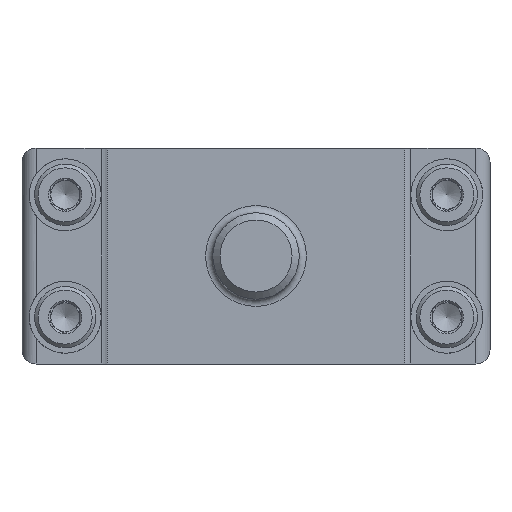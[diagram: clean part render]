
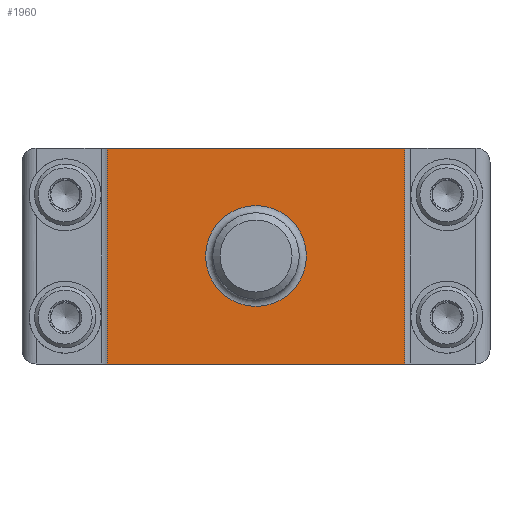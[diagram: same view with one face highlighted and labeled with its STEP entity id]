
A CAD part, left-side view. The second image highlights one B-rep face of the part: STEP entity #1960.
In plain terms, the highlighted planar face has unit normal (-1, 0, 0).
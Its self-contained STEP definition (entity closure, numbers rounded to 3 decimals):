
#118=CIRCLE('',#2143,7.);
#218=PLANE('',#2142);
#296=LINE('',#3099,#446);
#297=LINE('',#3102,#447);
#298=LINE('',#3104,#448);
#299=LINE('',#3106,#449);
#446=VECTOR('',#2426,1000.);
#447=VECTOR('',#2427,1000.);
#448=VECTOR('',#2428,1000.);
#449=VECTOR('',#2429,1000.);
#615=ORIENTED_EDGE('',*,*,#1144,.T.);
#616=ORIENTED_EDGE('',*,*,#1145,.F.);
#617=ORIENTED_EDGE('',*,*,#1146,.F.);
#618=ORIENTED_EDGE('',*,*,#1147,.F.);
#619=ORIENTED_EDGE('',*,*,#1148,.F.);
#1144=EDGE_CURVE('',#1404,#1404,#118,.T.);
#1145=EDGE_CURVE('',#1405,#1406,#296,.T.);
#1146=EDGE_CURVE('',#1407,#1405,#297,.T.);
#1147=EDGE_CURVE('',#1408,#1407,#298,.F.);
#1148=EDGE_CURVE('',#1406,#1408,#299,.T.);
#1404=VERTEX_POINT('',#3098);
#1405=VERTEX_POINT('',#3100);
#1406=VERTEX_POINT('',#3101);
#1407=VERTEX_POINT('',#3103);
#1408=VERTEX_POINT('',#3105);
#1583=EDGE_LOOP('',(#615));
#1584=EDGE_LOOP('',(#616,#617,#618,#619));
#1749=FACE_BOUND('',#1583,.T.);
#1750=FACE_BOUND('',#1584,.T.);
#1960=ADVANCED_FACE('',(#1749,#1750),#218,.F.);
#2142=AXIS2_PLACEMENT_3D('',#3096,#2422,#2423);
#2143=AXIS2_PLACEMENT_3D('',#3097,#2424,#2425);
#2422=DIRECTION('',(1.,0.,0.));
#2423=DIRECTION('',(0.,0.,-1.));
#2424=DIRECTION('',(1.,0.,0.));
#2425=DIRECTION('',(0.,0.,-1.));
#2426=DIRECTION('',(0.,0.,-1.));
#2427=DIRECTION('',(0.,-1.,0.));
#2428=DIRECTION('',(0.,0.,-1.));
#2429=DIRECTION('',(0.,1.,0.));
#3096=CARTESIAN_POINT('',(-10.,30.5,13.));
#3097=CARTESIAN_POINT('',(-10.,0.,0.));
#3098=CARTESIAN_POINT('',(-10.,0.,-7.));
#3099=CARTESIAN_POINT('',(-10.,-20.628,15.));
#3100=CARTESIAN_POINT('',(-10.,-20.628,15.));
#3101=CARTESIAN_POINT('',(-10.,-20.628,-15.));
#3102=CARTESIAN_POINT('',(-10.,30.5,15.));
#3103=CARTESIAN_POINT('',(-10.,20.628,15.));
#3104=CARTESIAN_POINT('',(-10.,20.628,15.));
#3105=CARTESIAN_POINT('',(-10.,20.628,-15.));
#3106=CARTESIAN_POINT('',(-10.,-30.5,-15.));
